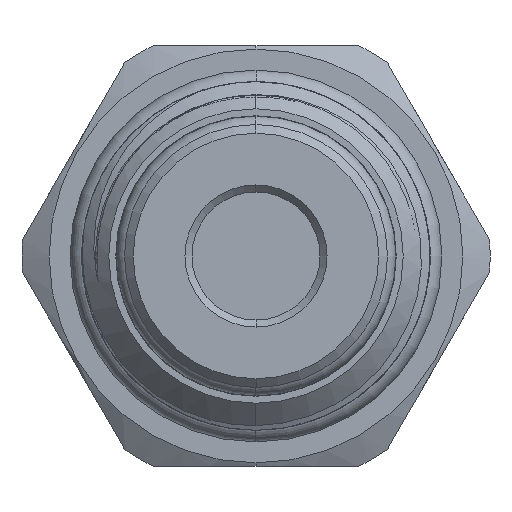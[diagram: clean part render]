
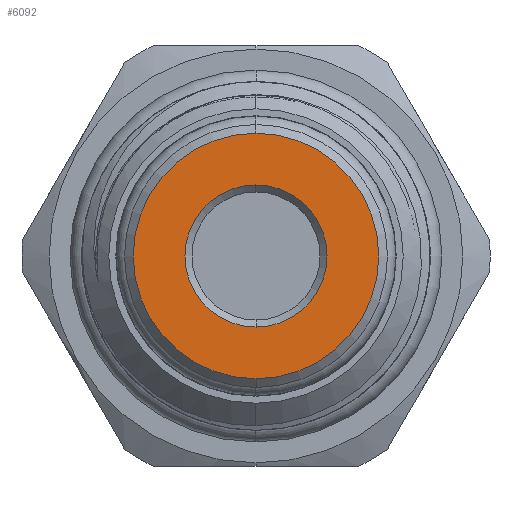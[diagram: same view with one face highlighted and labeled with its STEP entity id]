
A CAD part, left-side view. The second image highlights one B-rep face of the part: STEP entity #6092.
In plain terms, the highlighted planar face has unit normal (-1, 0, 0).
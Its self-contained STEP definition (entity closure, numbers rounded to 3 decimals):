
#503 = FACE_BOUND ( 'NONE', #7947, .T. ) ;
#1063 = AXIS2_PLACEMENT_3D ( 'NONE', #12646, #11537, #7714 ) ;
#1391 = PLANE ( 'NONE',  #6798 ) ;
#1821 = DIRECTION ( 'NONE',  ( 0., 0., -1. ) ) ;
#1833 = AXIS2_PLACEMENT_3D ( 'NONE', #4868, #3787, #1821 ) ;
#1898 = ORIENTED_EDGE ( 'NONE', *, *, #3280, .T. ) ;
#2485 = CIRCLE ( 'NONE', #1063, 4.05 ) ;
#2594 = ORIENTED_EDGE ( 'NONE', *, *, #9539, .T. ) ;
#3280 = EDGE_CURVE ( 'NONE', #9575, #5545, #4774, .T. ) ;
#3448 = ORIENTED_EDGE ( 'NONE', *, *, #8009, .T. ) ;
#3787 = DIRECTION ( 'NONE',  ( -1., 0., 0. ) ) ;
#4129 = CARTESIAN_POINT ( 'NONE',  ( -63.195, 0., 7. ) ) ;
#4433 = CARTESIAN_POINT ( 'NONE',  ( -63.195, -7., 0. ) ) ;
#4774 = CIRCLE ( 'NONE', #5144, 4.05 ) ;
#4868 = CARTESIAN_POINT ( 'NONE',  ( -63.195, 0., 0. ) ) ;
#5144 = AXIS2_PLACEMENT_3D ( 'NONE', #10334, #5266, #9201 ) ;
#5266 = DIRECTION ( 'NONE',  ( 1., 0., 0. ) ) ;
#5545 = VERTEX_POINT ( 'NONE', #8352 ) ;
#6092 = ADVANCED_FACE ( 'NONE', ( #503, #7451 ), #1391, .T. ) ;
#6216 = VERTEX_POINT ( 'NONE', #9905 ) ;
#6798 = AXIS2_PLACEMENT_3D ( 'NONE', #4433, #8407, #10458 ) ;
#7451 = FACE_OUTER_BOUND ( 'NONE', #8308, .T. ) ;
#7659 = DIRECTION ( 'NONE',  ( -1., 0., 0. ) ) ;
#7714 = DIRECTION ( 'NONE',  ( 0., 0., -1. ) ) ;
#7842 = ORIENTED_EDGE ( 'NONE', *, *, #11988, .T. ) ;
#7879 = CIRCLE ( 'NONE', #1833, 7. ) ;
#7947 = EDGE_LOOP ( 'NONE', ( #2594, #1898 ) ) ;
#8009 = EDGE_CURVE ( 'NONE', #12768, #6216, #10198, .T. ) ;
#8308 = EDGE_LOOP ( 'NONE', ( #3448, #7842 ) ) ;
#8352 = CARTESIAN_POINT ( 'NONE',  ( -63.195, 0., -4.05 ) ) ;
#8407 = DIRECTION ( 'NONE',  ( -1., 0., 0. ) ) ;
#9201 = DIRECTION ( 'NONE',  ( 0., 0., -1. ) ) ;
#9539 = EDGE_CURVE ( 'NONE', #5545, #9575, #2485, .T. ) ;
#9575 = VERTEX_POINT ( 'NONE', #9935 ) ;
#9905 = CARTESIAN_POINT ( 'NONE',  ( -63.195, 0., -7. ) ) ;
#9935 = CARTESIAN_POINT ( 'NONE',  ( -63.195, 0., 4.05 ) ) ;
#10198 = CIRCLE ( 'NONE', #11822, 7. ) ;
#10334 = CARTESIAN_POINT ( 'NONE',  ( -63.195, 0., 0. ) ) ;
#10458 = DIRECTION ( 'NONE',  ( 0., 0., -1. ) ) ;
#10632 = DIRECTION ( 'NONE',  ( 0., 0., -1. ) ) ;
#11475 = CARTESIAN_POINT ( 'NONE',  ( -63.195, 0., 0. ) ) ;
#11537 = DIRECTION ( 'NONE',  ( 1., 0., 0. ) ) ;
#11822 = AXIS2_PLACEMENT_3D ( 'NONE', #11475, #7659, #10632 ) ;
#11988 = EDGE_CURVE ( 'NONE', #6216, #12768, #7879, .T. ) ;
#12646 = CARTESIAN_POINT ( 'NONE',  ( -63.195, 0., 0. ) ) ;
#12768 = VERTEX_POINT ( 'NONE', #4129 ) ;
